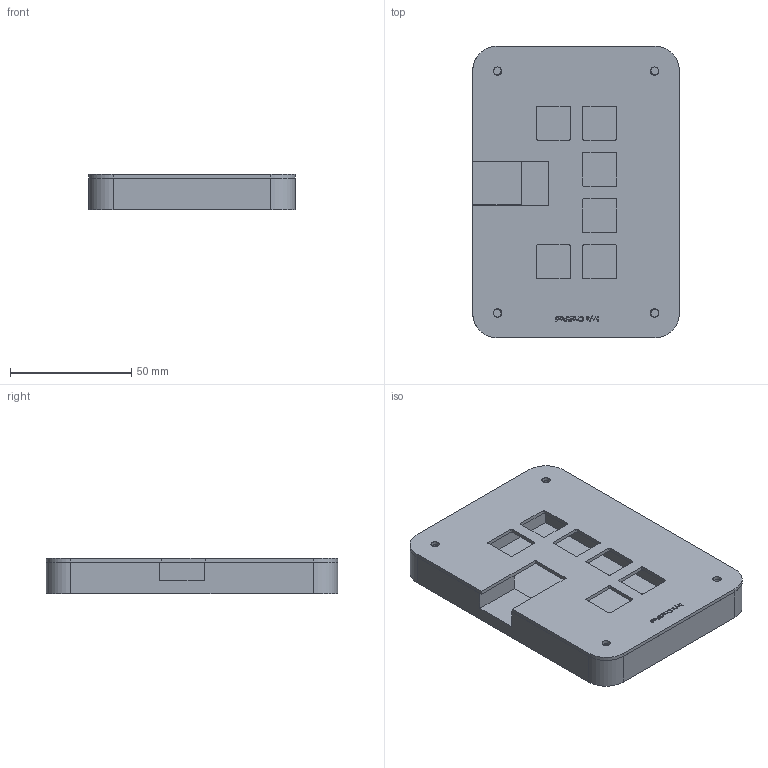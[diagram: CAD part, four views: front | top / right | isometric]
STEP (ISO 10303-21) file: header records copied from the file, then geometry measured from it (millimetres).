
FILE_DESCRIPTION(/* description */ ('','CAx-IF Rec.Pracs.---Representation and Presentation of Product Manufacturing Information (PMI)---4.0---2014-10-13'),/* implementation_level */ '2;1');
FILE_NAME(/* name */ 'Ivy''s Hackpad v5.step',/* time_stamp */ '2025-02-20T14:24:11Z',/* author */ (''),/* organization */ (''),/* preprocessor_version */ 'ST-DEVELOPER v20',/* originating_system */ 'Autodesk Translation Framework v13.20.0.188',/* authorisation */ '');
FILE_SCHEMA (('AP242_MANAGED_MODEL_BASED_3D_ENGINEERING_MIM_LF { 1 0 10303 442 1 1 4 }'));
Length unit declared in the file: millimetre
Products named in the file (3): Ivy's Hackpad; Ivy's Hackpad_1; HackPad Cover
Assembly tree (1 placements, depth 2):
  Ivy's Hackpad
    HackPad Cover
  Ivy's Hackpad_1
Bounding box: 85.04 x 120.06 x 14.5 mm (x, y, z)
Volume: 104851.5 mm3; surface area: 46305.2 mm2
Topology: 2 solids, 2 shells, 712 faces, 2013 edges, 1342 vertices
Faces by surface type: bspline 503, plane 169, cylinder 40
Full cylindrical faces by diameter (mm): 3.4 x8
Entity records: 23768 total; most frequent: CARTESIAN_POINT 8599, ORIENTED_EDGE 4026, EDGE_CURVE 2013, DIRECTION 1515, VERTEX_POINT 1342, B_SPLINE_CURVE_WITH_KNOTS 1006, LINE 927, VECTOR 927
